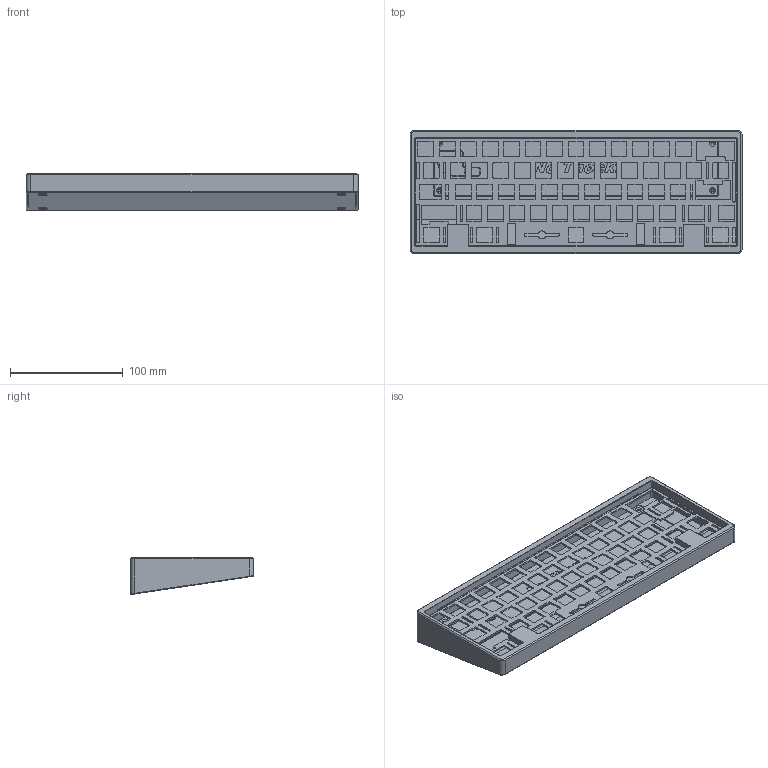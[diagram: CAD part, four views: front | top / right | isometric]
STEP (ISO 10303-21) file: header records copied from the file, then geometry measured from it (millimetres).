
FILE_DESCRIPTION(/* description */ (''),/* implementation_level */ '2;1');
FILE_NAME(/* name */ 'No Thock.step',/* time_stamp */ '2023-02-24T17:35:33-03:00',/* author */ (''),/* organization */ (''),/* preprocessor_version */ 'ST-DEVELOPER v19.2',/* originating_system */ 'Autodesk Translation Framework v11.17.0.187',/* authorisation */ '');
FILE_SCHEMA (('AUTOMOTIVE_DESIGN { 1 0 10303 214 3 1 1 }'));
Length unit declared in the file: millimetre
Products named in the file (1): case
Bounding box: 294.7 x 109.2 x 32.79 mm (x, y, z)
Volume: 305771.2 mm3; surface area: 200727.9 mm2
Topology: 4 solids, 10 shells, 1403 faces, 3915 edges, 2570 vertices
Faces by surface type: plane 666, cylinder 600, bspline 91, cone 46
Full cylindrical faces by diameter (mm): 2 x4, 2.5 x20, 2.6 x4, 2.827 x1, 8.1 x4
Entity records: 46957 total; most frequent: CARTESIAN_POINT 9626, ORIENTED_EDGE 7830, DIRECTION 7697, EDGE_CURVE 3915, AXIS2_PLACEMENT_3D 2593, VERTEX_POINT 2570, LINE 2511, VECTOR 2511
